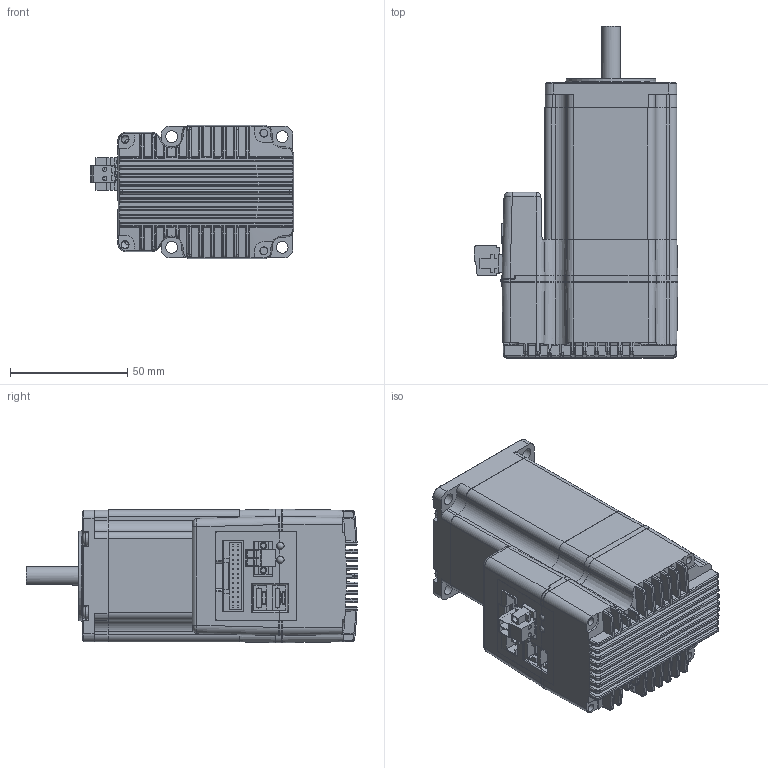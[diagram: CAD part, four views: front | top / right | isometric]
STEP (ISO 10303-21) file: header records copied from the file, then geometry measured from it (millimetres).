
FILE_DESCRIPTION (( 'STEP AP203' ), '1' );
FILE_NAME ('TSM23S-3RG.STEP', '2013-01-09T02:46:29', ( 'Sky123.Org' ), ( 'Sky123.Org' ), 'SwSTEP 2.0', 'SolidWorks 2011', '' );
FILE_SCHEMA (( 'CONFIG_CONTROL_DESIGN' ));
Length unit declared in the file: millimetre
Products named in the file (1): TSM23S-3RG
Bounding box: 86.95 x 141.65 x 57.09 mm (x, y, z)
Surface area: 56757.4 mm2 (no closed solid volume)
Topology: 0 solids, 25 shells, 870 faces, 3596 edges, 2739 vertices
Faces by surface type: plane 404, cylinder 246, bspline 168, cone 42, torus 8, sphere 2
Full cylindrical faces by diameter (mm): 1.87 x2, 2.8 x2, 3.2 x2, 3.4 x4, 5 x4, 8 x1, 10 x1, 22 x1, 38.1 x1
Entity records: 41853 total; most frequent: CARTESIAN_POINT 13935, ORIENTED_EDGE 5609, DIRECTION 5437, EDGE_CURVE 3547, VERTEX_POINT 2731, LINE 1827, VECTOR 1827, AXIS2_PLACEMENT_3D 1805
